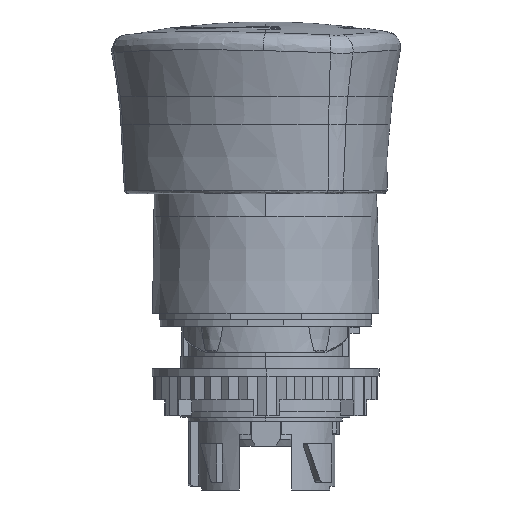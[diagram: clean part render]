
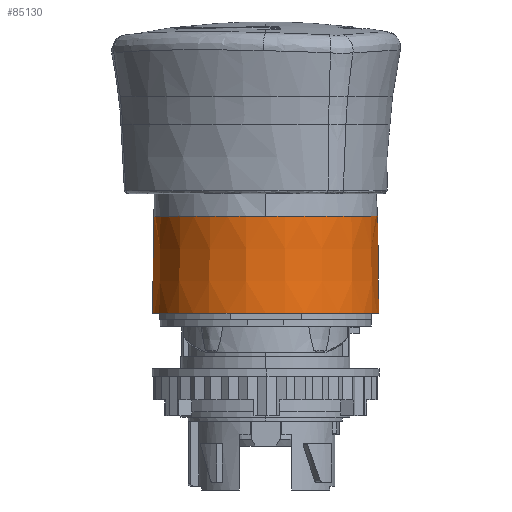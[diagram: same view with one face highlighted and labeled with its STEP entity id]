
A CAD part, left-side view. The second image highlights one B-rep face of the part: STEP entity #85130.
In plain terms, the highlighted conical face has half-angle 0.75 degrees and reference radius 14.664 mm.
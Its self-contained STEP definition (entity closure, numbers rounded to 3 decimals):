
#8621 = VECTOR ( 'NONE', #8718, 1000. ) ;
#8622 = CARTESIAN_POINT ( 'NONE',  ( 0., 14.664, 1.5 ) ) ;
#8623 = LINE ( 'NONE', #8622, #8621 ) ;
#8626 = CARTESIAN_POINT ( 'NONE',  ( 0., -14.664, 1.5 ) ) ;
#8627 = DIRECTION ( 'NONE',  ( 0., -0.013, -1. ) ) ;
#8628 = VECTOR ( 'NONE', #8627, 1000. ) ;
#8629 = CARTESIAN_POINT ( 'NONE',  ( 0., -14.664, 1.5 ) ) ;
#8630 = LINE ( 'NONE', #8629, #8628 ) ;
#8632 = CARTESIAN_POINT ( 'NONE',  ( 0., -14.5, 14.05 ) ) ;
#8633 = CARTESIAN_POINT ( 'NONE',  ( 0., 14.5, 14.05 ) ) ;
#8718 = DIRECTION ( 'NONE',  ( 0., 0.013, -1. ) ) ;
#8907 = CARTESIAN_POINT ( 'NONE',  ( 0., 14.664, 1.5 ) ) ;
#46074 = DIRECTION ( 'NONE',  ( 0., 1., 0. ) ) ;
#46075 = DIRECTION ( 'NONE',  ( 0., 0., -1. ) ) ;
#46076 = AXIS2_PLACEMENT_3D ( 'NONE', #46082, #46075, #46074 ) ;
#46077 = CIRCLE ( 'NONE', #46076, 14.5 ) ;
#46082 = CARTESIAN_POINT ( 'NONE',  ( 0., 0., 14.05 ) ) ;
#46395 = DIRECTION ( 'NONE',  ( 0., 1., 0. ) ) ;
#46396 = DIRECTION ( 'NONE',  ( 0., 0., -1. ) ) ;
#46397 = CARTESIAN_POINT ( 'NONE',  ( 0., 0., 1.5 ) ) ;
#46398 = AXIS2_PLACEMENT_3D ( 'NONE', #46397, #46396, #46395 ) ;
#46399 = CIRCLE ( 'NONE', #46398, 14.664 ) ;
#46440 = FACE_OUTER_BOUND ( 'NONE', #85131, .T. ) ;
#46480 = DIRECTION ( 'NONE',  ( 0., 1., 0. ) ) ;
#46481 = DIRECTION ( 'NONE',  ( 0., 0., -1. ) ) ;
#46482 = AXIS2_PLACEMENT_3D ( 'NONE', #46484, #46481, #46480 ) ;
#46483 = CONICAL_SURFACE ( 'NONE', #46482, 14.664, 0.013 ) ;
#46484 = CARTESIAN_POINT ( 'NONE',  ( 0., 0., 1.5 ) ) ;
#82681 = VERTEX_POINT ( 'NONE', #8633 ) ;
#82683 = VERTEX_POINT ( 'NONE', #8632 ) ;
#82685 = EDGE_CURVE ( 'NONE', #82683, #82689, #8630, .T. ) ;
#82689 = VERTEX_POINT ( 'NONE', #8626 ) ;
#82693 = EDGE_CURVE ( 'NONE', #82681, #82792, #8623, .T. ) ;
#82792 = VERTEX_POINT ( 'NONE', #8907 ) ;
#84831 = EDGE_CURVE ( 'NONE', #82683, #82681, #46077, .T. ) ;
#85106 = ORIENTED_EDGE ( 'NONE', *, *, #84831, .T. ) ;
#85107 = ORIENTED_EDGE ( 'NONE', *, *, #82693, .T. ) ;
#85108 = ORIENTED_EDGE ( 'NONE', *, *, #85109, .F. ) ;
#85109 = EDGE_CURVE ( 'NONE', #82689, #82792, #46399, .T. ) ;
#85130 = ADVANCED_FACE ( 'NONE', ( #46440 ), #46483, .T. ) ;
#85131 = EDGE_LOOP ( 'NONE', ( #85132, #85106, #85107, #85108 ) ) ;
#85132 = ORIENTED_EDGE ( 'NONE', *, *, #82685, .F. ) ;
